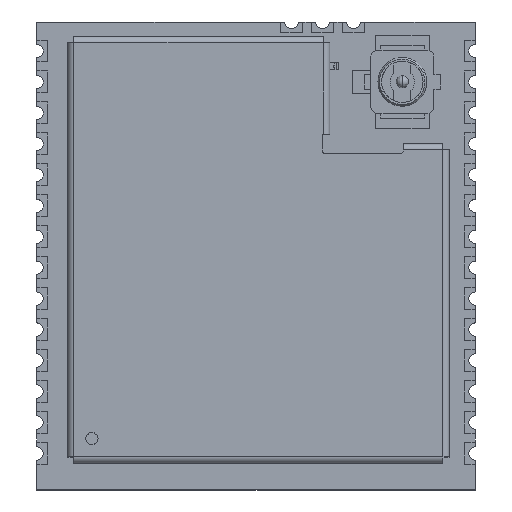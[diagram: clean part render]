
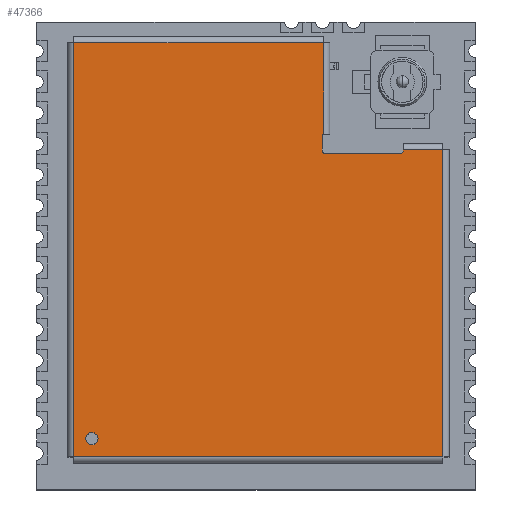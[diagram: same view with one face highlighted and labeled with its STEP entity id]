
A CAD part, top view. The second image highlights one B-rep face of the part: STEP entity #47366.
In plain terms, the highlighted planar face has unit normal (0, 0, 1).
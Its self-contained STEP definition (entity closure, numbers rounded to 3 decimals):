
#199 = DIRECTION ( 'NONE',  ( 1., 0., 0. ) ) ;
#331 = ORIENTED_EDGE ( 'NONE', *, *, #85056, .T. ) ;
#459 = ORIENTED_EDGE ( 'NONE', *, *, #45643, .F. ) ;
#1226 = DIRECTION ( 'NONE',  ( 0., -1., 0. ) ) ;
#2154 = DIRECTION ( 'NONE',  ( 1., 0., 0. ) ) ;
#3405 = DIRECTION ( 'NONE',  ( 1., 0., 0. ) ) ;
#4131 = CARTESIAN_POINT ( 'NONE',  ( 0., 0.25, 2.4 ) ) ;
#5042 = VERTEX_POINT ( 'NONE', #33947 ) ;
#5311 = VERTEX_POINT ( 'NONE', #63614 ) ;
#5811 = CIRCLE ( 'NONE', #37002, 0.1 ) ;
#6964 = VERTEX_POINT ( 'NONE', #71624 ) ;
#7584 = CARTESIAN_POINT ( 'NONE',  ( 0., 12.85, 2.4 ) ) ;
#7901 = CIRCLE ( 'NONE', #67803, 0.25 ) ;
#8338 = CARTESIAN_POINT ( 'NONE',  ( 13.77, 12.85, 2.4 ) ) ;
#8441 = DIRECTION ( 'NONE',  ( 0., 0., -1. ) ) ;
#8670 = VERTEX_POINT ( 'NONE', #38587 ) ;
#10824 = CARTESIAN_POINT ( 'NONE',  ( 0., -0.1, 2.4 ) ) ;
#11243 = CARTESIAN_POINT ( 'NONE',  ( 10.45, 12.7, 2.4 ) ) ;
#12846 = VECTOR ( 'NONE', #1226, 1000. ) ;
#13191 = ORIENTED_EDGE ( 'NONE', *, *, #73330, .T. ) ;
#13650 = DIRECTION ( 'NONE',  ( -1., 0., 0. ) ) ;
#14418 = EDGE_LOOP ( 'NONE', ( #331, #82043 ) ) ;
#14509 = EDGE_CURVE ( 'NONE', #85128, #18981, #77276, .T. ) ;
#15681 = CIRCLE ( 'NONE', #78326, 0.1 ) ;
#15982 = DIRECTION ( 'NONE',  ( 0., -1., 0. ) ) ;
#17196 = DIRECTION ( 'NONE',  ( 0., 1., 0. ) ) ;
#17745 = DIRECTION ( 'NONE',  ( -1., 0., 0. ) ) ;
#18258 = CARTESIAN_POINT ( 'NONE',  ( 0.999, 0.999, 2.4 ) ) ;
#18981 = VERTEX_POINT ( 'NONE', #34658 ) ;
#19432 = EDGE_CURVE ( 'NONE', #6964, #23979, #39591, .T. ) ;
#19607 = CARTESIAN_POINT ( 'NONE',  ( 10.55, 12.8, 2.4 ) ) ;
#20215 = CARTESIAN_POINT ( 'NONE',  ( 0.999, 0.999, 2.4 ) ) ;
#21040 = EDGE_LOOP ( 'NONE', ( #25008, #60018, #49082, #66545, #61315, #459, #24420, #65051, #61798, #47475, #13191, #75099 ) ) ;
#21073 = EDGE_CURVE ( 'NONE', #5311, #41408, #62039, .T. ) ;
#22666 = VECTOR ( 'NONE', #17196, 1000. ) ;
#23333 = CARTESIAN_POINT ( 'NONE',  ( 0.25, 17.25, 2.4 ) ) ;
#23979 = VERTEX_POINT ( 'NONE', #43222 ) ;
#24420 = ORIENTED_EDGE ( 'NONE', *, *, #28654, .F. ) ;
#25008 = ORIENTED_EDGE ( 'NONE', *, *, #53234, .T. ) ;
#28654 = EDGE_CURVE ( 'NONE', #75769, #34541, #70713, .T. ) ;
#28932 = AXIS2_PLACEMENT_3D ( 'NONE', #19607, #54162, #17745 ) ;
#29140 = EDGE_CURVE ( 'NONE', #5042, #73394, #52219, .T. ) ;
#29855 = CARTESIAN_POINT ( 'NONE',  ( 10.5, 17.25, 2.4 ) ) ;
#30001 = LINE ( 'NONE', #67034, #88182 ) ;
#30381 = EDGE_CURVE ( 'NONE', #69168, #8670, #7901, .T. ) ;
#30527 = CARTESIAN_POINT ( 'NONE',  ( 0.25, 0.25, 2.4 ) ) ;
#33947 = CARTESIAN_POINT ( 'NONE',  ( 10.45, 12.8, 2.4 ) ) ;
#34160 = DIRECTION ( 'NONE',  ( 0., -1., 0. ) ) ;
#34541 = VERTEX_POINT ( 'NONE', #74012 ) ;
#34658 = CARTESIAN_POINT ( 'NONE',  ( 10.5, 13.487, 2.4 ) ) ;
#37002 = AXIS2_PLACEMENT_3D ( 'NONE', #86546, #42533, #79058 ) ;
#37399 = VECTOR ( 'NONE', #15982, 1000. ) ;
#37987 = CIRCLE ( 'NONE', #47006, 0.25 ) ;
#38213 = DIRECTION ( 'NONE',  ( -1., 0., 0. ) ) ;
#38555 = CARTESIAN_POINT ( 'NONE',  ( 13.77, 12.8, 2.4 ) ) ;
#38587 = CARTESIAN_POINT ( 'NONE',  ( 1.249, 0.999, 2.4 ) ) ;
#39157 = DIRECTION ( 'NONE',  ( -1., 0., 0. ) ) ;
#39331 = VERTEX_POINT ( 'NONE', #23333 ) ;
#39591 = LINE ( 'NONE', #11243, #66419 ) ;
#41408 = VERTEX_POINT ( 'NONE', #30527 ) ;
#41594 = DIRECTION ( 'NONE',  ( 0., 0., -1. ) ) ;
#42533 = DIRECTION ( 'NONE',  ( 0., 0., -1. ) ) ;
#43222 = CARTESIAN_POINT ( 'NONE',  ( 10.55, 12.7, 2.4 ) ) ;
#45312 = EDGE_CURVE ( 'NONE', #39331, #85128, #30001, .T. ) ;
#45643 = EDGE_CURVE ( 'NONE', #34541, #5311, #52385, .T. ) ;
#47006 = AXIS2_PLACEMENT_3D ( 'NONE', #20215, #41594, #69797 ) ;
#47366 = ADVANCED_FACE ( 'NONE', ( #58956, #60356 ), #74382, .F. ) ;
#47475 = ORIENTED_EDGE ( 'NONE', *, *, #19432, .T. ) ;
#48181 = EDGE_CURVE ( 'NONE', #60169, #6964, #5811, .T. ) ;
#49082 = ORIENTED_EDGE ( 'NONE', *, *, #45312, .F. ) ;
#49618 = CARTESIAN_POINT ( 'NONE',  ( 10.5, -0.1, 2.4 ) ) ;
#52219 = LINE ( 'NONE', #59773, #22666 ) ;
#52385 = LINE ( 'NONE', #80002, #37399 ) ;
#52393 = VECTOR ( 'NONE', #199, 1000. ) ;
#53234 = EDGE_CURVE ( 'NONE', #73394, #18981, #15681, .T. ) ;
#54162 = DIRECTION ( 'NONE',  ( 0., 0., -1. ) ) ;
#54503 = DIRECTION ( 'NONE',  ( -1., 0., 0. ) ) ;
#58956 = FACE_BOUND ( 'NONE', #14418, .T. ) ;
#59222 = EDGE_CURVE ( 'NONE', #41408, #39331, #63356, .T. ) ;
#59773 = CARTESIAN_POINT ( 'NONE',  ( 10.45, 13.5, 2.4 ) ) ;
#60018 = ORIENTED_EDGE ( 'NONE', *, *, #14509, .F. ) ;
#60169 = VERTEX_POINT ( 'NONE', #38555 ) ;
#60356 = FACE_OUTER_BOUND ( 'NONE', #21040, .T. ) ;
#60762 = CARTESIAN_POINT ( 'NONE',  ( 0.749, 0.999, 2.4 ) ) ;
#60848 = AXIS2_PLACEMENT_3D ( 'NONE', #10824, #73012, #39157 ) ;
#61315 = ORIENTED_EDGE ( 'NONE', *, *, #21073, .F. ) ;
#61798 = ORIENTED_EDGE ( 'NONE', *, *, #48181, .T. ) ;
#61961 = CIRCLE ( 'NONE', #28932, 0.1 ) ;
#62039 = LINE ( 'NONE', #4131, #82653 ) ;
#63356 = LINE ( 'NONE', #91817, #86044 ) ;
#63614 = CARTESIAN_POINT ( 'NONE',  ( 15.4, 0.25, 2.4 ) ) ;
#65051 = ORIENTED_EDGE ( 'NONE', *, *, #84715, .T. ) ;
#65436 = CARTESIAN_POINT ( 'NONE',  ( 10.55, 13.4, 2.4 ) ) ;
#66056 = LINE ( 'NONE', #87098, #12846 ) ;
#66419 = VECTOR ( 'NONE', #38213, 1000. ) ;
#66545 = ORIENTED_EDGE ( 'NONE', *, *, #59222, .F. ) ;
#67034 = CARTESIAN_POINT ( 'NONE',  ( 0., 17.25, 2.4 ) ) ;
#67803 = AXIS2_PLACEMENT_3D ( 'NONE', #18258, #74429, #3405 ) ;
#69168 = VERTEX_POINT ( 'NONE', #60762 ) ;
#69797 = DIRECTION ( 'NONE',  ( 1., 0., 0. ) ) ;
#70713 = LINE ( 'NONE', #7584, #52393 ) ;
#71624 = CARTESIAN_POINT ( 'NONE',  ( 13.67, 12.7, 2.4 ) ) ;
#72766 = CARTESIAN_POINT ( 'NONE',  ( 10.45, 13.4, 2.4 ) ) ;
#73012 = DIRECTION ( 'NONE',  ( 0., 0., -1. ) ) ;
#73330 = EDGE_CURVE ( 'NONE', #23979, #5042, #61961, .T. ) ;
#73394 = VERTEX_POINT ( 'NONE', #72766 ) ;
#74012 = CARTESIAN_POINT ( 'NONE',  ( 15.4, 12.85, 2.4 ) ) ;
#74380 = VECTOR ( 'NONE', #34160, 1000. ) ;
#74382 = PLANE ( 'NONE',  #60848 ) ;
#74429 = DIRECTION ( 'NONE',  ( 0., 0., -1. ) ) ;
#75099 = ORIENTED_EDGE ( 'NONE', *, *, #29140, .T. ) ;
#75769 = VERTEX_POINT ( 'NONE', #8338 ) ;
#77276 = LINE ( 'NONE', #49618, #74380 ) ;
#78326 = AXIS2_PLACEMENT_3D ( 'NONE', #65436, #8441, #13650 ) ;
#79058 = DIRECTION ( 'NONE',  ( -1., 0., 0. ) ) ;
#80002 = CARTESIAN_POINT ( 'NONE',  ( 15.4, -0.1, 2.4 ) ) ;
#82043 = ORIENTED_EDGE ( 'NONE', *, *, #30381, .T. ) ;
#82653 = VECTOR ( 'NONE', #54503, 1000. ) ;
#82998 = DIRECTION ( 'NONE',  ( 0., 1., 0. ) ) ;
#84715 = EDGE_CURVE ( 'NONE', #75769, #60169, #66056, .T. ) ;
#85056 = EDGE_CURVE ( 'NONE', #8670, #69168, #37987, .T. ) ;
#85128 = VERTEX_POINT ( 'NONE', #29855 ) ;
#86044 = VECTOR ( 'NONE', #82998, 1000. ) ;
#86546 = CARTESIAN_POINT ( 'NONE',  ( 13.67, 12.8, 2.4 ) ) ;
#87098 = CARTESIAN_POINT ( 'NONE',  ( 13.77, 13.5, 2.4 ) ) ;
#88182 = VECTOR ( 'NONE', #2154, 1000. ) ;
#91817 = CARTESIAN_POINT ( 'NONE',  ( 0.25, -0.1, 2.4 ) ) ;
